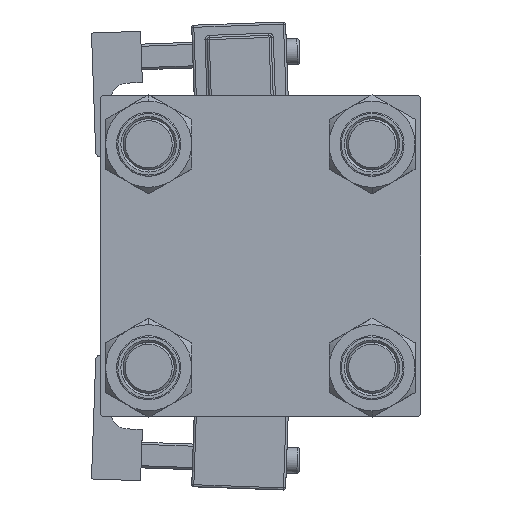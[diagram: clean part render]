
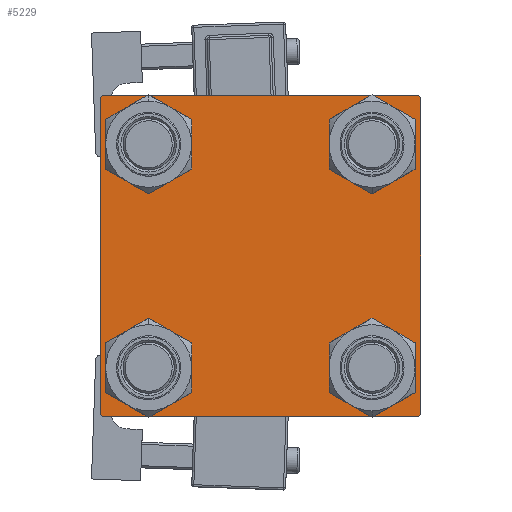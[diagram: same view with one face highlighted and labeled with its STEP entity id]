
A CAD part, left-side view. The second image highlights one B-rep face of the part: STEP entity #5229.
In plain terms, the highlighted planar face has unit normal (-1, 0, 0).
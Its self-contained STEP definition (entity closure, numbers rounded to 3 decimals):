
#93 = CARTESIAN_POINT ( 'NONE',  ( 0., 37.25, -37.25 ) ) ;
#332 = DIRECTION ( 'NONE',  ( 1., 0., 0. ) ) ;
#437 = CIRCLE ( 'NONE', #52054, 6.5 ) ;
#610 = VERTEX_POINT ( 'NONE', #48104 ) ;
#1952 = VERTEX_POINT ( 'NONE', #23299 ) ;
#2087 = EDGE_CURVE ( 'NONE', #25575, #38218, #9013, .T. ) ;
#2236 = AXIS2_PLACEMENT_3D ( 'NONE', #35419, #33867, #37981 ) ;
#2682 = DIRECTION ( 'NONE',  ( 1., 0., 0. ) ) ;
#2871 = DIRECTION ( 'NONE',  ( 1., 0., 0. ) ) ;
#3069 = LINE ( 'NONE', #24440, #5170 ) ;
#3521 = AXIS2_PLACEMENT_3D ( 'NONE', #31471, #2682, #35594 ) ;
#3591 = ORIENTED_EDGE ( 'NONE', *, *, #32915, .T. ) ;
#3899 = ORIENTED_EDGE ( 'NONE', *, *, #18275, .T. ) ;
#4457 = EDGE_LOOP ( 'NONE', ( #50734, #45091 ) ) ;
#4480 = VERTEX_POINT ( 'NONE', #31416 ) ;
#4541 = ORIENTED_EDGE ( 'NONE', *, *, #49073, .T. ) ;
#5107 = FACE_BOUND ( 'NONE', #15487, .T. ) ;
#5170 = VECTOR ( 'NONE', #12378, 1000. ) ;
#5229 = ADVANCED_FACE ( 'NONE', ( #42661, #5107, #13600, #13869, #47316 ), #30058, .T. ) ;
#5265 = DIRECTION ( 'NONE',  ( 0., -0.707, -0.707 ) ) ;
#5381 = VERTEX_POINT ( 'NONE', #20025 ) ;
#6000 = DIRECTION ( 'NONE',  ( 1., 0., 0. ) ) ;
#6530 = VECTOR ( 'NONE', #5265, 1000. ) ;
#6584 = CARTESIAN_POINT ( 'NONE',  ( 0., 26.15, -19.65 ) ) ;
#6646 = DIRECTION ( 'NONE',  ( 0., 0., -1. ) ) ;
#6721 = AXIS2_PLACEMENT_3D ( 'NONE', #7097, #27666, #15048 ) ;
#7097 = CARTESIAN_POINT ( 'NONE',  ( 0., -26.15, -26.15 ) ) ;
#7527 = DIRECTION ( 'NONE',  ( 0., 0., 1. ) ) ;
#8310 = LINE ( 'NONE', #93, #6530 ) ;
#8784 = CARTESIAN_POINT ( 'NONE',  ( 0., -26.15, 19.65 ) ) ;
#9013 = LINE ( 'NONE', #46571, #20919 ) ;
#9285 = CARTESIAN_POINT ( 'NONE',  ( 0., 26.15, 32.65 ) ) ;
#9440 = ORIENTED_EDGE ( 'NONE', *, *, #2087, .T. ) ;
#9592 = AXIS2_PLACEMENT_3D ( 'NONE', #24724, #41722, #45562 ) ;
#11409 = VERTEX_POINT ( 'NONE', #43325 ) ;
#11680 = VERTEX_POINT ( 'NONE', #9285 ) ;
#12378 = DIRECTION ( 'NONE',  ( 0., 0., -1. ) ) ;
#12626 = VERTEX_POINT ( 'NONE', #28714 ) ;
#13243 = VERTEX_POINT ( 'NONE', #27702 ) ;
#13600 = FACE_BOUND ( 'NONE', #4457, .T. ) ;
#13869 = FACE_BOUND ( 'NONE', #15359, .T. ) ;
#13929 = DIRECTION ( 'NONE',  ( 0., -1., 0. ) ) ;
#14516 = VERTEX_POINT ( 'NONE', #36075 ) ;
#15048 = DIRECTION ( 'NONE',  ( 0., 0., 1. ) ) ;
#15359 = EDGE_LOOP ( 'NONE', ( #34623, #4541 ) ) ;
#15487 = EDGE_LOOP ( 'NONE', ( #30615, #32716 ) ) ;
#16077 = DIRECTION ( 'NONE',  ( 0., 0.707, -0.707 ) ) ;
#16180 = VERTEX_POINT ( 'NONE', #17855 ) ;
#17855 = CARTESIAN_POINT ( 'NONE',  ( 0., 37., 37.5 ) ) ;
#18239 = EDGE_CURVE ( 'NONE', #1952, #14516, #25566, .T. ) ;
#18275 = EDGE_CURVE ( 'NONE', #37799, #25575, #8310, .T. ) ;
#19292 = EDGE_CURVE ( 'NONE', #4480, #34411, #29364, .T. ) ;
#20025 = CARTESIAN_POINT ( 'NONE',  ( 0., 26.15, -32.65 ) ) ;
#20525 = EDGE_CURVE ( 'NONE', #5381, #48431, #48652, .T. ) ;
#20919 = VECTOR ( 'NONE', #13929, 1000. ) ;
#22632 = DIRECTION ( 'NONE',  ( 0., 0., 1. ) ) ;
#22725 = CARTESIAN_POINT ( 'NONE',  ( 0., 26.15, 26.15 ) ) ;
#23010 = EDGE_LOOP ( 'NONE', ( #53337, #37622 ) ) ;
#23299 = CARTESIAN_POINT ( 'NONE',  ( 0., -37.5, 37. ) ) ;
#23356 = CIRCLE ( 'NONE', #6721, 6.5 ) ;
#23387 = CARTESIAN_POINT ( 'NONE',  ( 0., -37.25, -37.25 ) ) ;
#23477 = CARTESIAN_POINT ( 'NONE',  ( 0., 37.5, 37.5 ) ) ;
#23755 = EDGE_CURVE ( 'NONE', #32814, #12626, #23356, .T. ) ;
#24440 = CARTESIAN_POINT ( 'NONE',  ( 0., 37.5, 37.5 ) ) ;
#24724 = CARTESIAN_POINT ( 'NONE',  ( 0., -26.15, 26.15 ) ) ;
#25067 = EDGE_CURVE ( 'NONE', #11680, #610, #40073, .T. ) ;
#25566 = LINE ( 'NONE', #45851, #33701 ) ;
#25575 = VERTEX_POINT ( 'NONE', #45390 ) ;
#25954 = VECTOR ( 'NONE', #45034, 1000. ) ;
#26494 = DIRECTION ( 'NONE',  ( -1., 0., 0. ) ) ;
#27163 = CIRCLE ( 'NONE', #3521, 6.5 ) ;
#27325 = DIRECTION ( 'NONE',  ( 0., -1., 0. ) ) ;
#27666 = DIRECTION ( 'NONE',  ( 1., 0., 0. ) ) ;
#27702 = CARTESIAN_POINT ( 'NONE',  ( 0., -37.5, -37. ) ) ;
#28714 = CARTESIAN_POINT ( 'NONE',  ( 0., -26.15, -32.65 ) ) ;
#29364 = CIRCLE ( 'NONE', #52108, 6.5 ) ;
#30058 = PLANE ( 'NONE',  #42970 ) ;
#30418 = DIRECTION ( 'NONE',  ( 1., 0., 0. ) ) ;
#30615 = ORIENTED_EDGE ( 'NONE', *, *, #23755, .T. ) ;
#31156 = LINE ( 'NONE', #23477, #46183 ) ;
#31416 = CARTESIAN_POINT ( 'NONE',  ( 0., -26.15, 32.65 ) ) ;
#31471 = CARTESIAN_POINT ( 'NONE',  ( 0., 26.15, -26.15 ) ) ;
#31707 = CARTESIAN_POINT ( 'NONE',  ( 0., 37.25, 37.25 ) ) ;
#32716 = ORIENTED_EDGE ( 'NONE', *, *, #53881, .T. ) ;
#32814 = VERTEX_POINT ( 'NONE', #39043 ) ;
#32915 = EDGE_CURVE ( 'NONE', #38218, #13243, #44757, .T. ) ;
#33639 = ORIENTED_EDGE ( 'NONE', *, *, #37837, .T. ) ;
#33701 = VECTOR ( 'NONE', #46665, 1000. ) ;
#33867 = DIRECTION ( 'NONE',  ( 1., 0., 0. ) ) ;
#34411 = VERTEX_POINT ( 'NONE', #8784 ) ;
#34623 = ORIENTED_EDGE ( 'NONE', *, *, #25067, .T. ) ;
#34890 = EDGE_CURVE ( 'NONE', #16180, #14516, #31156, .T. ) ;
#35419 = CARTESIAN_POINT ( 'NONE',  ( 0., 26.15, -26.15 ) ) ;
#35594 = DIRECTION ( 'NONE',  ( 0., 0., 1. ) ) ;
#35977 = LINE ( 'NONE', #45283, #50967 ) ;
#36075 = CARTESIAN_POINT ( 'NONE',  ( 0., -37., 37.5 ) ) ;
#37622 = ORIENTED_EDGE ( 'NONE', *, *, #39175, .T. ) ;
#37799 = VERTEX_POINT ( 'NONE', #40089 ) ;
#37837 = EDGE_CURVE ( 'NONE', #11409, #37799, #3069, .T. ) ;
#37981 = DIRECTION ( 'NONE',  ( 0., 0., 1. ) ) ;
#38218 = VERTEX_POINT ( 'NONE', #43791 ) ;
#38654 = DIRECTION ( 'NONE',  ( 0., 0., 1. ) ) ;
#39043 = CARTESIAN_POINT ( 'NONE',  ( 0., -26.15, -19.65 ) ) ;
#39175 = EDGE_CURVE ( 'NONE', #34411, #4480, #40234, .T. ) ;
#40073 = CIRCLE ( 'NONE', #49718, 6.5 ) ;
#40089 = CARTESIAN_POINT ( 'NONE',  ( 0., 37.5, -37. ) ) ;
#40234 = CIRCLE ( 'NONE', #9592, 6.5 ) ;
#40509 = EDGE_CURVE ( 'NONE', #48431, #5381, #27163, .T. ) ;
#40620 = ORIENTED_EDGE ( 'NONE', *, *, #34890, .F. ) ;
#40991 = ORIENTED_EDGE ( 'NONE', *, *, #18239, .T. ) ;
#41365 = AXIS2_PLACEMENT_3D ( 'NONE', #41720, #332, #46100 ) ;
#41493 = EDGE_LOOP ( 'NONE', ( #33639, #3899, #9440, #3591, #47122, #40991, #40620, #53922 ) ) ;
#41720 = CARTESIAN_POINT ( 'NONE',  ( 0., 26.15, 26.15 ) ) ;
#41722 = DIRECTION ( 'NONE',  ( 1., 0., 0. ) ) ;
#42661 = FACE_BOUND ( 'NONE', #23010, .T. ) ;
#42970 = AXIS2_PLACEMENT_3D ( 'NONE', #50908, #26494, #22632 ) ;
#43325 = CARTESIAN_POINT ( 'NONE',  ( 0., 37.5, 37. ) ) ;
#43791 = CARTESIAN_POINT ( 'NONE',  ( 0., -37., -37.5 ) ) ;
#44757 = LINE ( 'NONE', #23387, #25954 ) ;
#45034 = DIRECTION ( 'NONE',  ( 0., -0.707, 0.707 ) ) ;
#45091 = ORIENTED_EDGE ( 'NONE', *, *, #20525, .T. ) ;
#45103 = DIRECTION ( 'NONE',  ( 0., 0., 1. ) ) ;
#45209 = EDGE_CURVE ( 'NONE', #16180, #11409, #52562, .T. ) ;
#45283 = CARTESIAN_POINT ( 'NONE',  ( 0., -37.5, 37.5 ) ) ;
#45390 = CARTESIAN_POINT ( 'NONE',  ( 0., 37., -37.5 ) ) ;
#45562 = DIRECTION ( 'NONE',  ( 0., 0., 1. ) ) ;
#45851 = CARTESIAN_POINT ( 'NONE',  ( 0., -37.25, 37.25 ) ) ;
#46100 = DIRECTION ( 'NONE',  ( 0., 0., 1. ) ) ;
#46183 = VECTOR ( 'NONE', #27325, 1000. ) ;
#46571 = CARTESIAN_POINT ( 'NONE',  ( 0., 37.5, -37.5 ) ) ;
#46665 = DIRECTION ( 'NONE',  ( 0., 0.707, 0.707 ) ) ;
#47122 = ORIENTED_EDGE ( 'NONE', *, *, #48204, .F. ) ;
#47316 = FACE_OUTER_BOUND ( 'NONE', #41493, .T. ) ;
#47669 = CARTESIAN_POINT ( 'NONE',  ( 0., -26.15, 26.15 ) ) ;
#48104 = CARTESIAN_POINT ( 'NONE',  ( 0., 26.15, 19.65 ) ) ;
#48204 = EDGE_CURVE ( 'NONE', #1952, #13243, #35977, .T. ) ;
#48366 = CIRCLE ( 'NONE', #41365, 6.5 ) ;
#48431 = VERTEX_POINT ( 'NONE', #6584 ) ;
#48652 = CIRCLE ( 'NONE', #2236, 6.5 ) ;
#49073 = EDGE_CURVE ( 'NONE', #610, #11680, #48366, .T. ) ;
#49718 = AXIS2_PLACEMENT_3D ( 'NONE', #22725, #30418, #38654 ) ;
#50734 = ORIENTED_EDGE ( 'NONE', *, *, #40509, .T. ) ;
#50908 = CARTESIAN_POINT ( 'NONE',  ( 0., 0., 0. ) ) ;
#50967 = VECTOR ( 'NONE', #6646, 1000. ) ;
#52054 = AXIS2_PLACEMENT_3D ( 'NONE', #52775, #2871, #7527 ) ;
#52108 = AXIS2_PLACEMENT_3D ( 'NONE', #47669, #6000, #45103 ) ;
#52562 = LINE ( 'NONE', #31707, #53592 ) ;
#52775 = CARTESIAN_POINT ( 'NONE',  ( 0., -26.15, -26.15 ) ) ;
#53337 = ORIENTED_EDGE ( 'NONE', *, *, #19292, .T. ) ;
#53592 = VECTOR ( 'NONE', #16077, 1000. ) ;
#53881 = EDGE_CURVE ( 'NONE', #12626, #32814, #437, .T. ) ;
#53922 = ORIENTED_EDGE ( 'NONE', *, *, #45209, .T. ) ;
